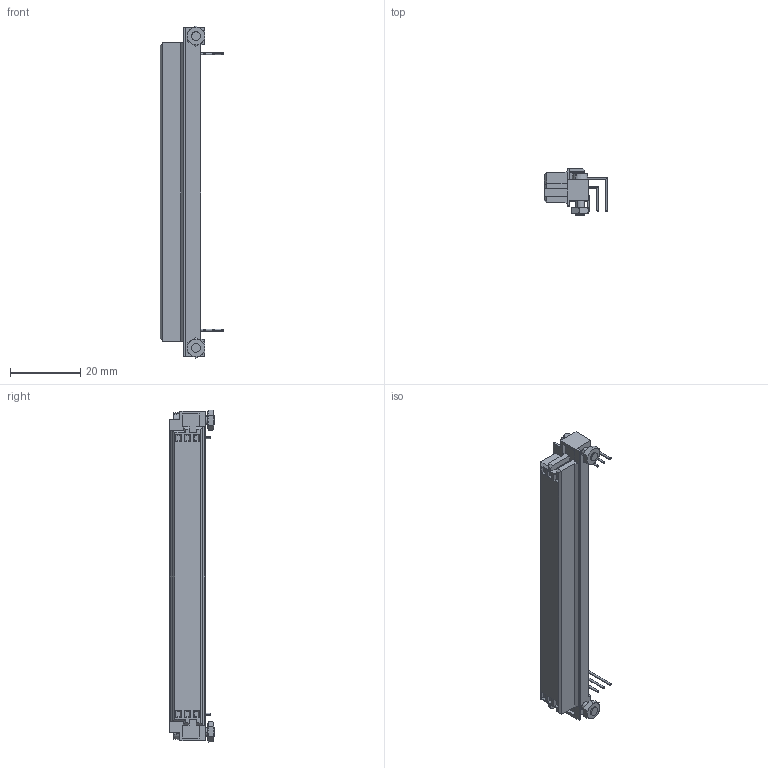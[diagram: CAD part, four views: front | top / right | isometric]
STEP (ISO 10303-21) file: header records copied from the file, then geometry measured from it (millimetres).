
FILE_DESCRIPTION (( 'STEP AP214' ), '1' );
FILE_NAME ('0973296681.STEP', '2018-11-05T11:06:37', ( '' ), ( '' ), 'SwSTEP 2.0', 'SolidWorks 2018', '' );
FILE_SCHEMA (( 'AUTOMOTIVE_DESIGN' ));
Length unit declared in the file: millimetre
Products named in the file (4): 09732966801_; hex thin nut chamfered gradeab_din_Hexagon Thin Nut ISO 4035 - M2.5 - N; 0973296681; slotted cheese head screw_din_DIN EN ISO 1207 - M2.5 x 10 - 10N
Assembly tree (5 placements, depth 2):
  0973296681
    09732966801_
    slotted cheese head screw_din_DIN EN ISO 1207 - M2.5 x 10 - 10N  x2
    hex thin nut chamfered gradeab_din_Hexagon Thin Nut ISO 4035 - M2.5 - N  x2
Bounding box: 18.12 x 13.1 x 94.67 mm (x, y, z)
Volume: 8704.6 mm3; surface area: 4852.1 mm2
Topology: 5 solids, 5 shells, 239 faces, 594 edges, 374 vertices
Faces by surface type: plane 153, cylinder 40, cone 36, sphere 6, torus 4
Entity records: 6976 total; most frequent: CARTESIAN_POINT 1900, ORIENTED_EDGE 996, DIRECTION 861, EDGE_CURVE 498, VERTEX_POINT 320, VECTOR 313, LINE 313, AXIS2_PLACEMENT_3D 274
